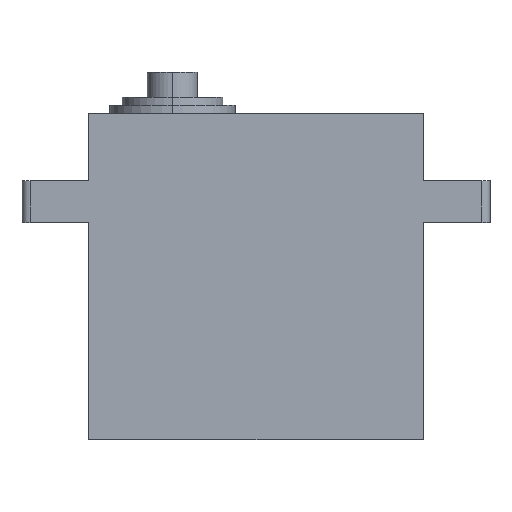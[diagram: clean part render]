
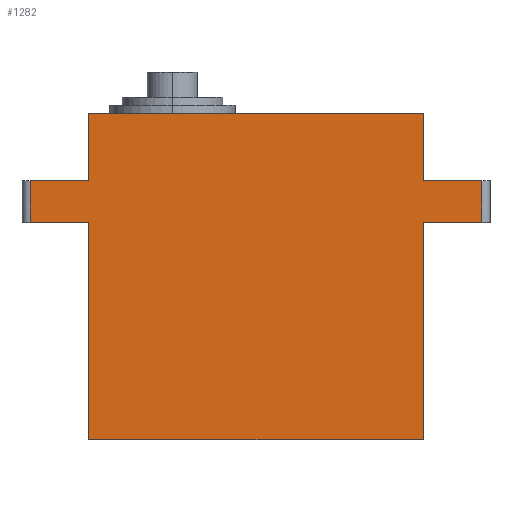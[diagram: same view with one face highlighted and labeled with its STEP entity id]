
A CAD part, top view. The second image highlights one B-rep face of the part: STEP entity #1282.
In plain terms, the highlighted planar face has unit normal (0, 0, 1).
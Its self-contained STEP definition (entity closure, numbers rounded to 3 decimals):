
#6 = DIRECTION ( 'NONE',  ( 1., 0., 0. ) ) ;
#7 = CARTESIAN_POINT ( 'NONE',  ( 40., 0., 20. ) ) ;
#29 = VERTEX_POINT ( 'NONE', #1059 ) ;
#57 = DIRECTION ( 'NONE',  ( 0., 1., 0. ) ) ;
#60 = DIRECTION ( 'NONE',  ( 0., 1., 0. ) ) ;
#80 = CARTESIAN_POINT ( 'NONE',  ( 0., 31., 20. ) ) ;
#81 = VECTOR ( 'NONE', #375, 1000. ) ;
#111 = EDGE_CURVE ( 'NONE', #502, #1267, #762, .T. ) ;
#112 = DIRECTION ( 'NONE',  ( -1., 0., 0. ) ) ;
#113 = ORIENTED_EDGE ( 'NONE', *, *, #111, .F. ) ;
#135 = CARTESIAN_POINT ( 'NONE',  ( 40., 31., 20. ) ) ;
#142 = LINE ( 'NONE', #251, #941 ) ;
#158 = EDGE_CURVE ( 'NONE', #391, #446, #1268, .T. ) ;
#195 = VERTEX_POINT ( 'NONE', #734 ) ;
#211 = DIRECTION ( 'NONE',  ( 0., 0., 1. ) ) ;
#213 = LINE ( 'NONE', #1125, #1167 ) ;
#231 = CARTESIAN_POINT ( 'NONE',  ( 47., 31., 20. ) ) ;
#232 = VECTOR ( 'NONE', #60, 1000. ) ;
#241 = EDGE_CURVE ( 'NONE', #451, #29, #533, .T. ) ;
#243 = DIRECTION ( 'NONE',  ( 1., 0., 0. ) ) ;
#248 = VECTOR ( 'NONE', #112, 1000. ) ;
#251 = CARTESIAN_POINT ( 'NONE',  ( 0., 31., 20. ) ) ;
#259 = LINE ( 'NONE', #770, #1067 ) ;
#269 = VECTOR ( 'NONE', #1115, 1000. ) ;
#271 = AXIS2_PLACEMENT_3D ( 'NONE', #493, #211, #6 ) ;
#291 = VECTOR ( 'NONE', #57, 1000. ) ;
#300 = ORIENTED_EDGE ( 'NONE', *, *, #1086, .T. ) ;
#310 = PLANE ( 'NONE',  #271 ) ;
#322 = CARTESIAN_POINT ( 'NONE',  ( 0., 26.016, 20. ) ) ;
#339 = ORIENTED_EDGE ( 'NONE', *, *, #241, .T. ) ;
#364 = CARTESIAN_POINT ( 'NONE',  ( 0., 0., 20. ) ) ;
#375 = DIRECTION ( 'NONE',  ( 0., 1., 0. ) ) ;
#390 = LINE ( 'NONE', #990, #794 ) ;
#391 = VERTEX_POINT ( 'NONE', #1252 ) ;
#414 = CARTESIAN_POINT ( 'NONE',  ( -7., 31., 20. ) ) ;
#438 = ORIENTED_EDGE ( 'NONE', *, *, #573, .T. ) ;
#446 = VERTEX_POINT ( 'NONE', #864 ) ;
#451 = VERTEX_POINT ( 'NONE', #672 ) ;
#470 = LINE ( 'NONE', #1080, #739 ) ;
#473 = LINE ( 'NONE', #1155, #232 ) ;
#484 = VERTEX_POINT ( 'NONE', #414 ) ;
#493 = CARTESIAN_POINT ( 'NONE',  ( 0., 0., 20. ) ) ;
#502 = VERTEX_POINT ( 'NONE', #871 ) ;
#508 = VERTEX_POINT ( 'NONE', #682 ) ;
#522 = LINE ( 'NONE', #627, #248 ) ;
#533 = LINE ( 'NONE', #231, #674 ) ;
#540 = ORIENTED_EDGE ( 'NONE', *, *, #1132, .T. ) ;
#544 = ORIENTED_EDGE ( 'NONE', *, *, #1036, .T. ) ;
#568 = DIRECTION ( 'NONE',  ( 1., 0., 0. ) ) ;
#573 = EDGE_CURVE ( 'NONE', #446, #451, #817, .T. ) ;
#596 = ORIENTED_EDGE ( 'NONE', *, *, #940, .F. ) ;
#604 = VERTEX_POINT ( 'NONE', #1223 ) ;
#627 = CARTESIAN_POINT ( 'NONE',  ( 0., 26.016, 20. ) ) ;
#629 = DIRECTION ( 'NONE',  ( 1., 0., 0. ) ) ;
#636 = DIRECTION ( 'NONE',  ( 0., 1., 0. ) ) ;
#645 = DIRECTION ( 'NONE',  ( 1., 0., 0. ) ) ;
#662 = DIRECTION ( 'NONE',  ( -1., 0., 0. ) ) ;
#672 = CARTESIAN_POINT ( 'NONE',  ( 47., 26.016, 20. ) ) ;
#674 = VECTOR ( 'NONE', #636, 1000. ) ;
#682 = CARTESIAN_POINT ( 'NONE',  ( 0., 39., 20. ) ) ;
#687 = DIRECTION ( 'NONE',  ( 0., -1., 0. ) ) ;
#715 = LINE ( 'NONE', #7, #269 ) ;
#721 = EDGE_LOOP ( 'NONE', ( #438, #339, #1249, #544, #783, #596, #1064, #540, #1053, #113, #300, #881 ) ) ;
#727 = EDGE_CURVE ( 'NONE', #508, #604, #213, .T. ) ;
#734 = CARTESIAN_POINT ( 'NONE',  ( -7., 26.016, 20. ) ) ;
#739 = VECTOR ( 'NONE', #687, 1000. ) ;
#746 = EDGE_CURVE ( 'NONE', #1011, #29, #142, .T. ) ;
#762 = LINE ( 'NONE', #364, #291 ) ;
#770 = CARTESIAN_POINT ( 'NONE',  ( 0., 31., 20. ) ) ;
#783 = ORIENTED_EDGE ( 'NONE', *, *, #727, .F. ) ;
#794 = VECTOR ( 'NONE', #568, 1000. ) ;
#817 = LINE ( 'NONE', #322, #962 ) ;
#856 = VERTEX_POINT ( 'NONE', #80 ) ;
#864 = CARTESIAN_POINT ( 'NONE',  ( 40., 26.016, 20. ) ) ;
#871 = CARTESIAN_POINT ( 'NONE',  ( 0., 0., 20. ) ) ;
#881 = ORIENTED_EDGE ( 'NONE', *, *, #158, .T. ) ;
#912 = CARTESIAN_POINT ( 'NONE',  ( 0., 26.016, 20. ) ) ;
#940 = EDGE_CURVE ( 'NONE', #856, #508, #473, .T. ) ;
#941 = VECTOR ( 'NONE', #645, 1000. ) ;
#962 = VECTOR ( 'NONE', #629, 1000. ) ;
#963 = EDGE_CURVE ( 'NONE', #856, #484, #259, .T. ) ;
#990 = CARTESIAN_POINT ( 'NONE',  ( 0., 0., 20. ) ) ;
#1011 = VERTEX_POINT ( 'NONE', #135 ) ;
#1036 = EDGE_CURVE ( 'NONE', #1011, #604, #715, .T. ) ;
#1053 = ORIENTED_EDGE ( 'NONE', *, *, #1257, .F. ) ;
#1059 = CARTESIAN_POINT ( 'NONE',  ( 47., 31., 20. ) ) ;
#1064 = ORIENTED_EDGE ( 'NONE', *, *, #963, .T. ) ;
#1066 = CARTESIAN_POINT ( 'NONE',  ( 40., 0., 20. ) ) ;
#1067 = VECTOR ( 'NONE', #662, 1000. ) ;
#1080 = CARTESIAN_POINT ( 'NONE',  ( -7., 0., 20. ) ) ;
#1086 = EDGE_CURVE ( 'NONE', #502, #391, #390, .T. ) ;
#1106 = FACE_OUTER_BOUND ( 'NONE', #721, .T. ) ;
#1115 = DIRECTION ( 'NONE',  ( 0., 1., 0. ) ) ;
#1125 = CARTESIAN_POINT ( 'NONE',  ( 0., 39., 20. ) ) ;
#1132 = EDGE_CURVE ( 'NONE', #484, #195, #470, .T. ) ;
#1155 = CARTESIAN_POINT ( 'NONE',  ( 0., 0., 20. ) ) ;
#1167 = VECTOR ( 'NONE', #243, 1000. ) ;
#1223 = CARTESIAN_POINT ( 'NONE',  ( 40., 39., 20. ) ) ;
#1249 = ORIENTED_EDGE ( 'NONE', *, *, #746, .F. ) ;
#1252 = CARTESIAN_POINT ( 'NONE',  ( 40., 0., 20. ) ) ;
#1257 = EDGE_CURVE ( 'NONE', #1267, #195, #522, .T. ) ;
#1267 = VERTEX_POINT ( 'NONE', #912 ) ;
#1268 = LINE ( 'NONE', #1066, #81 ) ;
#1282 = ADVANCED_FACE ( 'NONE', ( #1106 ), #310, .T. ) ;
